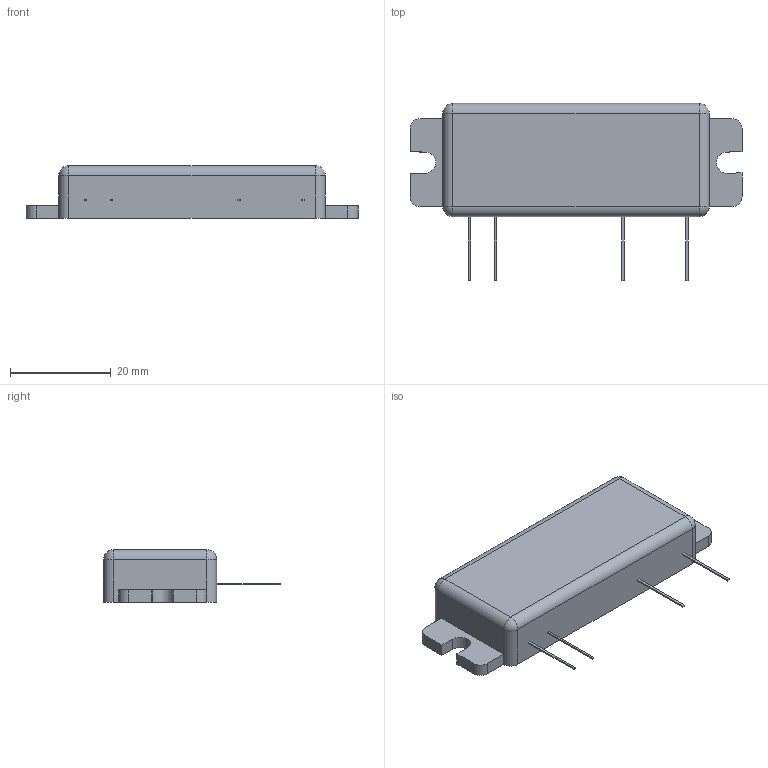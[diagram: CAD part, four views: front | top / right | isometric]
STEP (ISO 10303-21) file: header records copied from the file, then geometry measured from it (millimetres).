
FILE_DESCRIPTION(/* description */ (''),/* implementation_level */ '2;1');
FILE_NAME(/* name */ 'PA_module_copper v2.step',/* time_stamp */ '2022-10-15T13:55:00+01:00',/* author */ (''),/* organization */ (''),/* preprocessor_version */ 'ST-DEVELOPER v19',/* originating_system */ 'Autodesk Translation Framework v11.7.0.108',/* authorisation */ '');
FILE_SCHEMA (('AUTOMOTIVE_DESIGN { 1 0 10303 214 3 1 1 }'));
Length unit declared in the file: millimetre
Products named in the file (1): PA_module_copper
Bounding box: 66 x 35.2 x 10.5 mm (x, y, z)
Volume: 12829.7 mm3; surface area: 4519.6 mm2
Topology: 7 solids, 7 shells, 66 faces, 144 edges, 92 vertices
Faces by surface type: plane 48, cylinder 14, sphere 4
Entity records: 1835 total; most frequent: DIRECTION 306, CARTESIAN_POINT 303, ORIENTED_EDGE 288, EDGE_CURVE 144, LINE 116, VECTOR 116, AXIS2_PLACEMENT_3D 95, VERTEX_POINT 92
